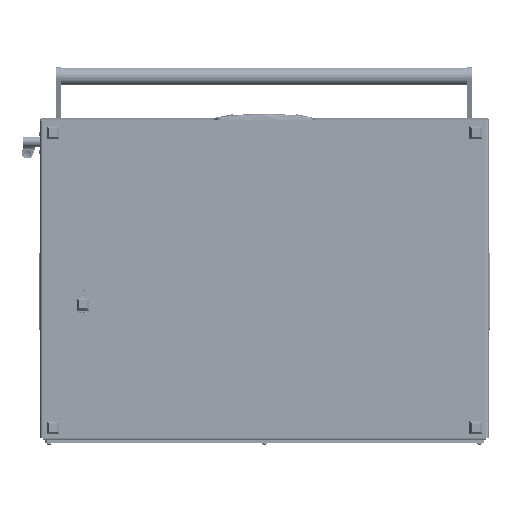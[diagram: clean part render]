
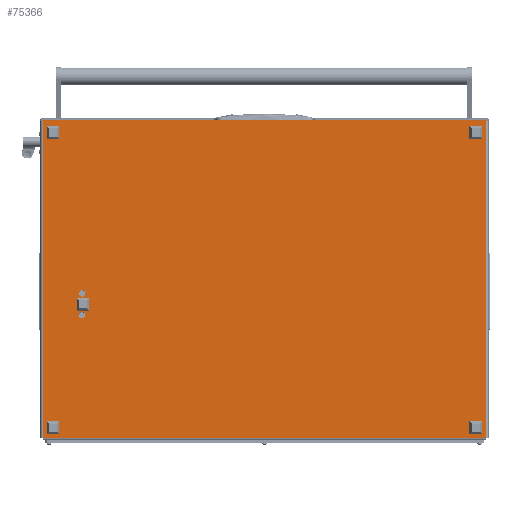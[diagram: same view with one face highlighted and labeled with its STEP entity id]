
A CAD part, front view. The second image highlights one B-rep face of the part: STEP entity #75366.
In plain terms, the highlighted face is planar.
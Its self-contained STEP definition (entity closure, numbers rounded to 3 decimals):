
#188 = EDGE_CURVE ( 'NONE', #20404, #28225, #50624, .T. ) ;
#2044 = CARTESIAN_POINT ( 'NONE',  ( 280.2, 645., 0. ) ) ;
#2777 = LINE ( 'NONE', #83038, #88289 ) ;
#3133 = CIRCLE ( 'NONE', #124985, 5.2 ) ;
#4924 = VERTEX_POINT ( 'NONE', #28354 ) ;
#5558 = ORIENTED_EDGE ( 'NONE', *, *, #114976, .T. ) ;
#5658 = VECTOR ( 'NONE', #118294, 1000. ) ;
#8931 = CARTESIAN_POINT ( 'NONE',  ( 0., 708., 0. ) ) ;
#9737 = CARTESIAN_POINT ( 'NONE',  ( 0., 710., 0. ) ) ;
#12374 = DIRECTION ( 'NONE',  ( -1., 0., 0. ) ) ;
#16944 = CARTESIAN_POINT ( 'NONE',  ( 275., 645., 0. ) ) ;
#17714 = CARTESIAN_POINT ( 'NONE',  ( 506., 708., 0. ) ) ;
#20404 = VERTEX_POINT ( 'NONE', #124594 ) ;
#20607 = ORIENTED_EDGE ( 'NONE', *, *, #36058, .F. ) ;
#21328 = EDGE_CURVE ( 'NONE', #33571, #113595, #54917, .T. ) ;
#22558 = CARTESIAN_POINT ( 'NONE',  ( 275., 645., 0. ) ) ;
#22602 = FACE_BOUND ( 'NONE', #97903, .T. ) ;
#24796 = ORIENTED_EDGE ( 'NONE', *, *, #85964, .F. ) ;
#27587 = LINE ( 'NONE', #17714, #5658 ) ;
#28225 = VERTEX_POINT ( 'NONE', #8931 ) ;
#28354 = CARTESIAN_POINT ( 'NONE',  ( 0., -2., 0. ) ) ;
#31456 = EDGE_LOOP ( 'NONE', ( #24796, #20607 ) ) ;
#32197 = CARTESIAN_POINT ( 'NONE',  ( 310., 645., 0. ) ) ;
#33571 = VERTEX_POINT ( 'NONE', #39042 ) ;
#34185 = VECTOR ( 'NONE', #87017, 1000. ) ;
#34530 = DIRECTION ( 'NONE',  ( 1., 0., 0. ) ) ;
#36058 = EDGE_CURVE ( 'NONE', #111329, #96777, #129238, .T. ) ;
#36379 = LINE ( 'NONE', #45627, #34185 ) ;
#37137 = CARTESIAN_POINT ( 'NONE',  ( 0., -4., 0. ) ) ;
#37388 = DIRECTION ( 'NONE',  ( -1., 0., 0. ) ) ;
#38008 = CARTESIAN_POINT ( 'NONE',  ( 315.2, 645., 0. ) ) ;
#39042 = CARTESIAN_POINT ( 'NONE',  ( 0., 0., 0. ) ) ;
#39248 = ORIENTED_EDGE ( 'NONE', *, *, #76061, .T. ) ;
#40568 = AXIS2_PLACEMENT_3D ( 'NONE', #77851, #69315, #109345 ) ;
#42940 = DIRECTION ( 'NONE',  ( 0., 1., 0. ) ) ;
#42982 = DIRECTION ( 'NONE',  ( 0., 0., -1. ) ) ;
#43256 = VECTOR ( 'NONE', #34530, 1000. ) ;
#45330 = CARTESIAN_POINT ( 'NONE',  ( 304.8, 645., 0. ) ) ;
#45627 = CARTESIAN_POINT ( 'NONE',  ( 0., -2., 0. ) ) ;
#48077 = ORIENTED_EDGE ( 'NONE', *, *, #125772, .F. ) ;
#49373 = ORIENTED_EDGE ( 'NONE', *, *, #97716, .T. ) ;
#50624 = LINE ( 'NONE', #100485, #103417 ) ;
#53202 = CIRCLE ( 'NONE', #40568, 5.2 ) ;
#54917 = LINE ( 'NONE', #96900, #43256 ) ;
#55935 = LINE ( 'NONE', #95983, #123100 ) ;
#56828 = VERTEX_POINT ( 'NONE', #62112 ) ;
#57366 = ORIENTED_EDGE ( 'NONE', *, *, #188, .F. ) ;
#60151 = FACE_OUTER_BOUND ( 'NONE', #85456, .T. ) ;
#60484 = VECTOR ( 'NONE', #64311, 1000. ) ;
#62042 = AXIS2_PLACEMENT_3D ( 'NONE', #22558, #42982, #82434 ) ;
#62112 = CARTESIAN_POINT ( 'NONE',  ( -2., 710., 0. ) ) ;
#62225 = ORIENTED_EDGE ( 'NONE', *, *, #21328, .F. ) ;
#62735 = DIRECTION ( 'NONE',  ( -1., 0., 0. ) ) ;
#62966 = ORIENTED_EDGE ( 'NONE', *, *, #120277, .T. ) ;
#63756 = DIRECTION ( 'NONE',  ( 0., 0., -1. ) ) ;
#64311 = DIRECTION ( 'NONE',  ( 0., 1., 0. ) ) ;
#68322 = CARTESIAN_POINT ( 'NONE',  ( 0., 710., 0. ) ) ;
#69315 = DIRECTION ( 'NONE',  ( 0., 0., -1. ) ) ;
#71563 = VERTEX_POINT ( 'NONE', #38008 ) ;
#72794 = VECTOR ( 'NONE', #107053, 1000. ) ;
#75366 = ADVANCED_FACE ( 'NONE', ( #102133, #22602, #60151 ), #81827, .T. ) ;
#76061 = EDGE_CURVE ( 'NONE', #20404, #113595, #27587, .T. ) ;
#76967 = LINE ( 'NONE', #68322, #72794 ) ;
#77851 = CARTESIAN_POINT ( 'NONE',  ( 310., 645., 0. ) ) ;
#80539 = VERTEX_POINT ( 'NONE', #45330 ) ;
#81827 = PLANE ( 'NONE',  #114803 ) ;
#82434 = DIRECTION ( 'NONE',  ( -1., 0., 0. ) ) ;
#83038 = CARTESIAN_POINT ( 'NONE',  ( 0., -4., 0. ) ) ;
#84903 = DIRECTION ( 'NONE',  ( 0., 1., 0. ) ) ;
#85456 = EDGE_LOOP ( 'NONE', ( #91014, #49373, #5558, #62966, #89072, #57366, #39248, #62225 ) ) ;
#85958 = CIRCLE ( 'NONE', #96280, 5.2 ) ;
#85964 = EDGE_CURVE ( 'NONE', #96777, #111329, #3133, .T. ) ;
#87017 = DIRECTION ( 'NONE',  ( -1., 0., 0. ) ) ;
#87144 = LINE ( 'NONE', #37137, #60484 ) ;
#88289 = VECTOR ( 'NONE', #42940, 1000. ) ;
#89072 = ORIENTED_EDGE ( 'NONE', *, *, #116677, .F. ) ;
#89653 = CARTESIAN_POINT ( 'NONE',  ( -2., -2., 0. ) ) ;
#91014 = ORIENTED_EDGE ( 'NONE', *, *, #107079, .F. ) ;
#93921 = VERTEX_POINT ( 'NONE', #89653 ) ;
#95983 = CARTESIAN_POINT ( 'NONE',  ( -2., -4., 0. ) ) ;
#96280 = AXIS2_PLACEMENT_3D ( 'NONE', #32197, #63756, #103775 ) ;
#96777 = VERTEX_POINT ( 'NONE', #112861 ) ;
#96900 = CARTESIAN_POINT ( 'NONE',  ( 0., 0., 0. ) ) ;
#97716 = EDGE_CURVE ( 'NONE', #4924, #93921, #36379, .T. ) ;
#97903 = EDGE_LOOP ( 'NONE', ( #99059, #48077 ) ) ;
#99059 = ORIENTED_EDGE ( 'NONE', *, *, #100053, .F. ) ;
#100053 = EDGE_CURVE ( 'NONE', #80539, #71563, #53202, .T. ) ;
#100485 = CARTESIAN_POINT ( 'NONE',  ( 0., 708., 0. ) ) ;
#100827 = DIRECTION ( 'NONE',  ( 0., 0., -1. ) ) ;
#102133 = FACE_BOUND ( 'NONE', #31456, .T. ) ;
#103417 = VECTOR ( 'NONE', #12374, 1000. ) ;
#103775 = DIRECTION ( 'NONE',  ( -1., 0., 0. ) ) ;
#106761 = CARTESIAN_POINT ( 'NONE',  ( 506., 0., 0. ) ) ;
#107053 = DIRECTION ( 'NONE',  ( 1., 0., 0. ) ) ;
#107079 = EDGE_CURVE ( 'NONE', #4924, #33571, #2777, .T. ) ;
#109345 = DIRECTION ( 'NONE',  ( -1., 0., 0. ) ) ;
#109348 = VERTEX_POINT ( 'NONE', #9737 ) ;
#111329 = VERTEX_POINT ( 'NONE', #2044 ) ;
#112861 = CARTESIAN_POINT ( 'NONE',  ( 269.8, 645., 0. ) ) ;
#113595 = VERTEX_POINT ( 'NONE', #106761 ) ;
#114803 = AXIS2_PLACEMENT_3D ( 'NONE', #121885, #100827, #62735 ) ;
#114976 = EDGE_CURVE ( 'NONE', #93921, #56828, #55935, .T. ) ;
#116677 = EDGE_CURVE ( 'NONE', #28225, #109348, #87144, .T. ) ;
#118294 = DIRECTION ( 'NONE',  ( 0., -1., 0. ) ) ;
#120277 = EDGE_CURVE ( 'NONE', #56828, #109348, #76967, .T. ) ;
#121885 = CARTESIAN_POINT ( 'NONE',  ( 0., 708., 0. ) ) ;
#123100 = VECTOR ( 'NONE', #84903, 1000. ) ;
#124594 = CARTESIAN_POINT ( 'NONE',  ( 506., 708., 0. ) ) ;
#124985 = AXIS2_PLACEMENT_3D ( 'NONE', #16944, #128095, #37388 ) ;
#125772 = EDGE_CURVE ( 'NONE', #71563, #80539, #85958, .T. ) ;
#128095 = DIRECTION ( 'NONE',  ( 0., 0., -1. ) ) ;
#129238 = CIRCLE ( 'NONE', #62042, 5.2 ) ;
